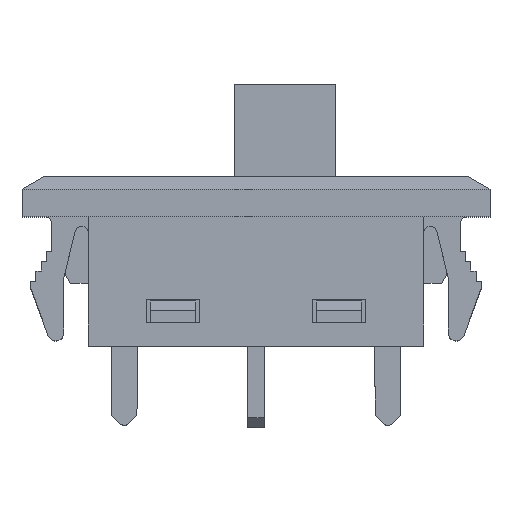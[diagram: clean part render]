
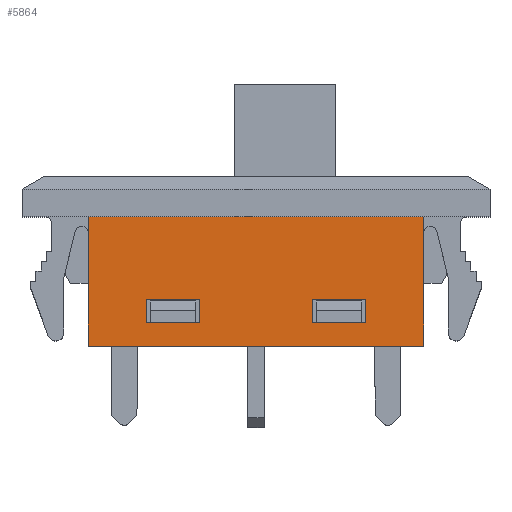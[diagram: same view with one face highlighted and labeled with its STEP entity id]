
A CAD part, top view. The second image highlights one B-rep face of the part: STEP entity #5864.
In plain terms, the highlighted planar face has unit normal (0, 0, 1).
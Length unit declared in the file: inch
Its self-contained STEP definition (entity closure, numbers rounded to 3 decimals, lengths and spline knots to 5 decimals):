
#22=FACE_BOUND('',#453,.T.);
#23=FACE_BOUND('',#454,.T.);
#202=FACE_OUTER_BOUND('',#452,.T.);
#452=EDGE_LOOP('',(#4340,#4341,#4342,#4343));
#453=EDGE_LOOP('',(#4344,#4345,#4346,#4347));
#454=EDGE_LOOP('',(#4348,#4349,#4350,#4351));
#879=LINE('',#8375,#1709);
#883=LINE('',#8382,#1713);
#886=LINE('',#8388,#1716);
#889=LINE('',#8396,#1719);
#898=LINE('',#8411,#1728);
#900=LINE('',#8414,#1730);
#904=LINE('',#8421,#1734);
#906=LINE('',#8424,#1736);
#933=LINE('',#8474,#1763);
#941=LINE('',#8489,#1771);
#954=LINE('',#8514,#1784);
#965=LINE('',#8531,#1795);
#1709=VECTOR('',#6800,0.3937);
#1713=VECTOR('',#6806,0.3937);
#1716=VECTOR('',#6811,0.3937);
#1719=VECTOR('',#6816,0.3937);
#1728=VECTOR('',#6827,0.3937);
#1730=VECTOR('',#6829,0.3937);
#1734=VECTOR('',#6835,0.3937);
#1736=VECTOR('',#6839,0.3937);
#1763=VECTOR('',#6880,0.3937);
#1771=VECTOR('',#6894,0.3937);
#1784=VECTOR('',#6909,0.3937);
#1795=VECTOR('',#6922,0.3937);
#2507=VERTEX_POINT('',#8372);
#2508=VERTEX_POINT('',#8374);
#2510=VERTEX_POINT('',#8380);
#2512=VERTEX_POINT('',#8386);
#2515=VERTEX_POINT('',#8393);
#2516=VERTEX_POINT('',#8395);
#2522=VERTEX_POINT('',#8413);
#2524=VERTEX_POINT('',#8419);
#2539=VERTEX_POINT('',#8471);
#2540=VERTEX_POINT('',#8473);
#2544=VERTEX_POINT('',#8488);
#2555=VERTEX_POINT('',#8513);
#3202=EDGE_CURVE('',#2508,#2507,#879,.T.);
#3206=EDGE_CURVE('',#2507,#2510,#883,.T.);
#3209=EDGE_CURVE('',#2510,#2512,#886,.T.);
#3212=EDGE_CURVE('',#2516,#2515,#889,.T.);
#3221=EDGE_CURVE('',#2512,#2508,#898,.T.);
#3223=EDGE_CURVE('',#2522,#2516,#900,.T.);
#3227=EDGE_CURVE('',#2515,#2524,#904,.T.);
#3229=EDGE_CURVE('',#2524,#2522,#906,.T.);
#3256=EDGE_CURVE('',#2539,#2540,#933,.T.);
#3264=EDGE_CURVE('',#2540,#2544,#941,.T.);
#3277=EDGE_CURVE('',#2555,#2544,#954,.T.);
#3288=EDGE_CURVE('',#2539,#2555,#965,.T.);
#4340=ORIENTED_EDGE('',*,*,#3277,.T.);
#4341=ORIENTED_EDGE('',*,*,#3264,.F.);
#4342=ORIENTED_EDGE('',*,*,#3256,.F.);
#4343=ORIENTED_EDGE('',*,*,#3288,.T.);
#4344=ORIENTED_EDGE('',*,*,#3229,.T.);
#4345=ORIENTED_EDGE('',*,*,#3223,.T.);
#4346=ORIENTED_EDGE('',*,*,#3212,.T.);
#4347=ORIENTED_EDGE('',*,*,#3227,.T.);
#4348=ORIENTED_EDGE('',*,*,#3209,.T.);
#4349=ORIENTED_EDGE('',*,*,#3221,.T.);
#4350=ORIENTED_EDGE('',*,*,#3202,.T.);
#4351=ORIENTED_EDGE('',*,*,#3206,.T.);
#5395=PLANE('',#6165);
#5864=ADVANCED_FACE('',(#202,#22,#23),#5395,.T.);
#6165=AXIS2_PLACEMENT_3D('',#8532,#6923,#6924);
#6800=DIRECTION('',(0.,-1.,0.));
#6806=DIRECTION('',(-1.,0.,0.));
#6811=DIRECTION('',(0.,1.,0.));
#6816=DIRECTION('',(0.,-1.,0.));
#6827=DIRECTION('',(1.,0.,0.));
#6829=DIRECTION('',(1.,0.,0.));
#6835=DIRECTION('',(-1.,0.,0.));
#6839=DIRECTION('',(0.,1.,0.));
#6880=DIRECTION('',(1.,0.,0.));
#6894=DIRECTION('',(0.,-1.,0.));
#6909=DIRECTION('',(1.,0.,0.));
#6922=DIRECTION('',(0.,-1.,0.));
#6923=DIRECTION('center_axis',(0.,0.,1.));
#6924=DIRECTION('ref_axis',(1.,0.,0.));
#8372=CARTESIAN_POINT('',(0.165,-0.0925,0.1525));
#8374=CARTESIAN_POINT('',(0.165,-0.0575,0.1525));
#8375=CARTESIAN_POINT('',(0.165,-0.0125,0.1525));
#8380=CARTESIAN_POINT('',(0.085,-0.0925,0.1525));
#8382=CARTESIAN_POINT('',(-0.08375,-0.0925,0.1525));
#8386=CARTESIAN_POINT('',(0.085,-0.0575,0.1525));
#8388=CARTESIAN_POINT('',(0.085,0.005,0.1525));
#8393=CARTESIAN_POINT('',(-0.085,-0.0925,0.1525));
#8395=CARTESIAN_POINT('',(-0.085,-0.0575,0.1525));
#8396=CARTESIAN_POINT('',(-0.085,-0.0125,0.1525));
#8411=CARTESIAN_POINT('',(-0.04375,-0.0575,0.1525));
#8413=CARTESIAN_POINT('',(-0.165,-0.0575,0.1525));
#8414=CARTESIAN_POINT('',(-0.16875,-0.0575,0.1525));
#8419=CARTESIAN_POINT('',(-0.165,-0.0925,0.1525));
#8421=CARTESIAN_POINT('',(-0.20875,-0.0925,0.1525));
#8424=CARTESIAN_POINT('',(-0.165,0.005,0.1525));
#8471=CARTESIAN_POINT('',(-0.2525,0.0675,0.1525));
#8473=CARTESIAN_POINT('',(0.2525,0.0675,0.1525));
#8474=CARTESIAN_POINT('',(0.05,0.0675,0.1525));
#8488=CARTESIAN_POINT('',(0.2525,-0.1275,0.1525));
#8489=CARTESIAN_POINT('',(0.2525,0.0675,0.1525));
#8513=CARTESIAN_POINT('',(-0.2525,-0.1275,0.1525));
#8514=CARTESIAN_POINT('',(-0.2525,-0.1275,0.1525));
#8531=CARTESIAN_POINT('',(-0.2525,0.0675,0.1525));
#8532=CARTESIAN_POINT('Origin',(-0.2525,0.0675,0.1525));
